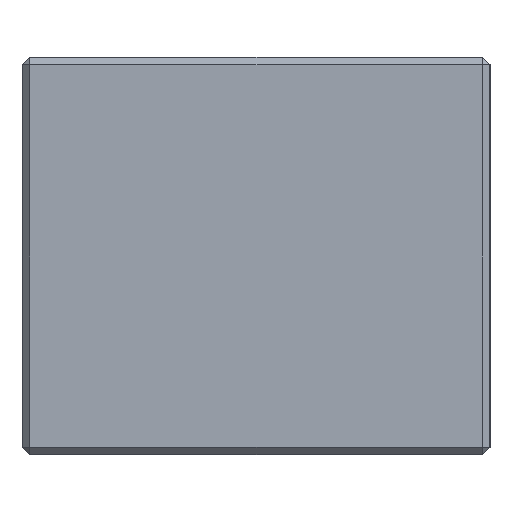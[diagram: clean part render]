
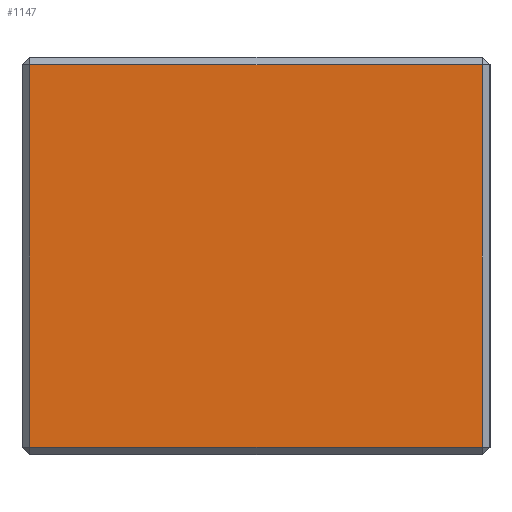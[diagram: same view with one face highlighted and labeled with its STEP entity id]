
A CAD part, left-side view. The second image highlights one B-rep face of the part: STEP entity #1147.
In plain terms, the highlighted planar face has unit normal (-1, 0, 0).
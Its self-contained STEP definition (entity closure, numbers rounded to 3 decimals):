
#27=PLANE('',#1242);
#100=FACE_OUTER_BOUND('',#177,.T.);
#177=EDGE_LOOP('',(#848,#849,#850,#851));
#281=LINE('',#1710,#435);
#282=LINE('',#1712,#436);
#283=LINE('',#1714,#437);
#284=LINE('',#1715,#438);
#435=VECTOR('',#1371,1000.);
#436=VECTOR('',#1372,1000.);
#437=VECTOR('',#1373,1000.);
#438=VECTOR('',#1374,1000.);
#588=VERTEX_POINT('',#1708);
#589=VERTEX_POINT('',#1709);
#590=VERTEX_POINT('',#1711);
#591=VERTEX_POINT('',#1713);
#681=EDGE_CURVE('',#588,#589,#281,.T.);
#682=EDGE_CURVE('',#589,#590,#282,.T.);
#683=EDGE_CURVE('',#590,#591,#283,.T.);
#684=EDGE_CURVE('',#591,#588,#284,.T.);
#848=ORIENTED_EDGE('',*,*,#681,.T.);
#849=ORIENTED_EDGE('',*,*,#682,.T.);
#850=ORIENTED_EDGE('',*,*,#683,.T.);
#851=ORIENTED_EDGE('',*,*,#684,.T.);
#1147=ADVANCED_FACE('',(#100),#27,.F.);
#1242=AXIS2_PLACEMENT_3D('',#1707,#1369,#1370);
#1369=DIRECTION('center_axis',(1.,0.,0.));
#1370=DIRECTION('ref_axis',(0.,0.,-1.));
#1371=DIRECTION('',(0.,0.,-1.));
#1372=DIRECTION('',(0.,-1.,0.));
#1373=DIRECTION('',(0.,0.,1.));
#1374=DIRECTION('',(0.,1.,0.));
#1707=CARTESIAN_POINT('Origin',(-20.,15.,4.));
#1708=CARTESIAN_POINT('',(-20.,14.5,29.));
#1709=CARTESIAN_POINT('',(-20.,14.5,4.5));
#1710=CARTESIAN_POINT('',(-20.,14.5,4.));
#1711=CARTESIAN_POINT('',(-20.,-14.5,4.5));
#1712=CARTESIAN_POINT('',(-20.,15.,4.5));
#1713=CARTESIAN_POINT('',(-20.,-14.5,29.));
#1714=CARTESIAN_POINT('',(-20.,-14.5,4.));
#1715=CARTESIAN_POINT('',(-20.,15.,29.));
